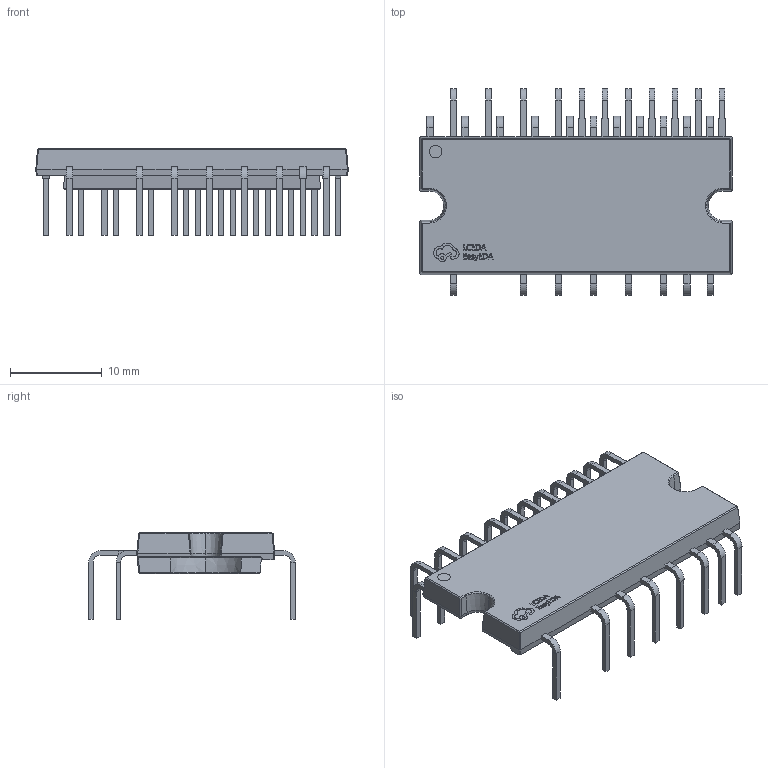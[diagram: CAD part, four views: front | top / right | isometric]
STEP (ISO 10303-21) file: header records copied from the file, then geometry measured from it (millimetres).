
FILE_DESCRIPTION (( 'STEP AP214' ), '1' );
FILE_NAME ('DIP-35_L34.0-W15.0-P1.27-LS19.0-BL.step', '2022-06-21T14:07:21', ( '' ), ( '' ), 'SwSTEP 2.0', 'SolidWorks 2020', '' );
FILE_SCHEMA (( 'AUTOMOTIVE_DESIGN' ));
Length unit declared in the file: millimetre
Products named in the file (1): DIP-35_L34.0-W15.0-P1.27-LS19.0-BL
Bounding box: 34 x 22.5 x 9.46 mm (x, y, z)
Volume: 2020 mm3; surface area: 2053.5 mm2
Topology: 1 solids, 1 shells, 804 faces, 2155 edges, 1380 vertices
Faces by surface type: plane 602, bspline 116, cylinder 62, cone 24
Entity records: 34689 total; most frequent: CARTESIAN_POINT 6500, ORIENTED_EDGE 4310, DIRECTION 3441, EDGE_CURVE 2155, LINE 1751, VECTOR 1751, VERTEX_POINT 1380, AXIS2_PLACEMENT_3D 845
